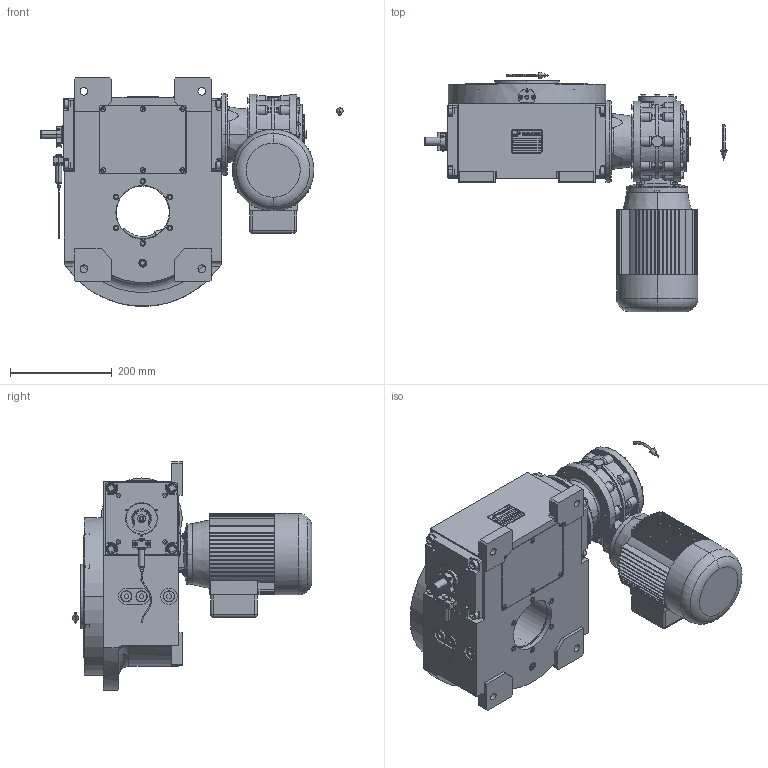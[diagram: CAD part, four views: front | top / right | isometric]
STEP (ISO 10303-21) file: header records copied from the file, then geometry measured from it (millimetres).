
FILE_DESCRIPTION (( 'STEP AP203' ), '1' );
FILE_NAME ('PC5201723.step', '2025-12-03T07:46:21', ( '' ), ( '' ), 'SwSTEP 2.0', 'SolidWorks 2020', '' );
FILE_SCHEMA (( 'CONFIG_CONTROL_DESIGN' ));
Length unit declared in the file: millimetre
Products named in the file (90): cfn2000_01_161; cfn2000_01_152; CFN2356_03_053.stp; cfn2476_01_002_60x46; AS_900_38_30_003; rig09_071_8_m_n_02.stp; rig09_001_a_s_012; cfn2070_05_009; 900_38_11_06_4; cfn2000_01_099; AS_rig09_014_s_003; rig09_016; cfn2000_01_081; CFN2223_02_003.stp; AS_rig09_004; cfn2077_01_036; cfn2115_02_057; cfn2010_01_015.prt; cfn2155_01_095; cfn2276_01_056; olio_agip_blasia_150; rig09_004; AS_rig09_016; AS_900_38_11_06_4; RIG09_005_AF0.stp; cfn2400_04_003; cfn2151_01_115; cfn2107_01_001; cfn2003_01_054; CFN2223_02_004.stp; freccia_angolare; rig09_007_master; rig09_002_bl; cfn2151_01_167; cfn2115_01_006; CFN2203_02_002.stp; AS_rig09_071_8_m_n_02; PC5201723; AS_cfn2476_01_002_60x46; RMI70_F3_LCB_DX_80B14 ...
Assembly tree (79 placements, depth 5):
  CFN2356_03_053.stp
  CFN2223_02_003.stp
  cfn2077_01_036
  cfn2115_02_057
  cfn2276_01_056
Bounding box: 594.5 x 471.5 x 450 mm (x, y, z)
Volume: 10880120 mm3; surface area: 1868429.8 mm2
Topology: 70 solids, 72 shells, 4055 faces, 10133 edges, 6425 vertices
Faces by surface type: plane 2082, cylinder 1162, cone 561, torus 230, bspline 12, sphere 8
Entity records: 145390 total; most frequent: CARTESIAN_POINT 40742, DIRECTION 19961, ORIENTED_EDGE 19782, EDGE_CURVE 9893, AXIS2_PLACEMENT_3D 7240, VERTEX_POINT 6338, LINE 5481, VECTOR 5481
